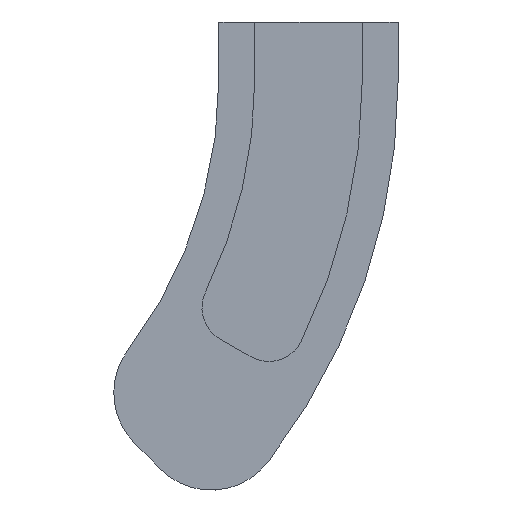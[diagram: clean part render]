
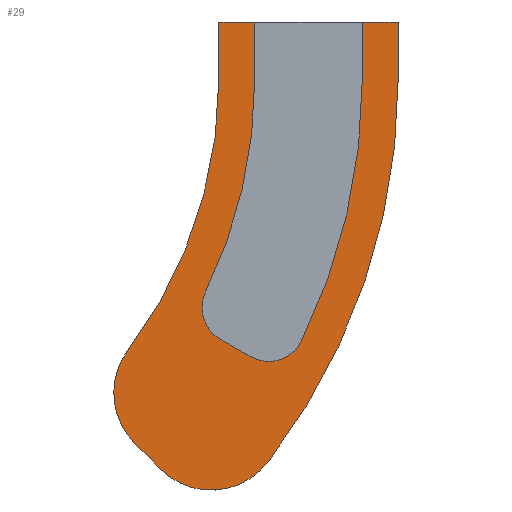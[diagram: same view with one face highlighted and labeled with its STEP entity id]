
A CAD part, front view. The second image highlights one B-rep face of the part: STEP entity #29.
In plain terms, the highlighted planar face has unit normal (0, -1, 0).
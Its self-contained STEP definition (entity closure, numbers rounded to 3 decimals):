
#1 = ORIENTED_EDGE ( 'NONE', *, *, #2, .T. ) ;
#2 = EDGE_CURVE ( 'NONE', #568, #596, #389, .T. ) ;
#3 = ORIENTED_EDGE ( 'NONE', *, *, #570, .T. ) ;
#4 = ORIENTED_EDGE ( 'NONE', *, *, #595, .F. ) ;
#7 = EDGE_CURVE ( 'NONE', #583, #10, #486, .T. ) ;
#10 = VERTEX_POINT ( 'NONE', #482 ) ;
#17 = EDGE_LOOP ( 'NONE', ( #18, #4, #3, #1, #40, #69, #38, #30, #66, #78, #53, #22, #31, #57, #47, #83 ) ) ;
#18 = ORIENTED_EDGE ( 'NONE', *, *, #19, .F. ) ;
#19 = EDGE_CURVE ( 'NONE', #555, #21, #647, .T. ) ;
#21 = VERTEX_POINT ( 'NONE', #628 ) ;
#22 = ORIENTED_EDGE ( 'NONE', *, *, #48, .T. ) ;
#23 = EDGE_CURVE ( 'NONE', #89, #560, #627, .T. ) ;
#24 = VERTEX_POINT ( 'NONE', #622 ) ;
#29 = ADVANCED_FACE ( 'NONE', ( #652 ), #771, .T. ) ;
#30 = ORIENTED_EDGE ( 'NONE', *, *, #7, .T. ) ;
#31 = ORIENTED_EDGE ( 'NONE', *, *, #41, .F. ) ;
#36 = VERTEX_POINT ( 'NONE', #669 ) ;
#37 = EDGE_CURVE ( 'NONE', #43, #54, #776, .T. ) ;
#38 = ORIENTED_EDGE ( 'NONE', *, *, #575, .F. ) ;
#40 = ORIENTED_EDGE ( 'NONE', *, *, #70, .T. ) ;
#41 = EDGE_CURVE ( 'NONE', #36, #62, #722, .T. ) ;
#42 = VERTEX_POINT ( 'NONE', #752 ) ;
#43 = VERTEX_POINT ( 'NONE', #701 ) ;
#47 = ORIENTED_EDGE ( 'NONE', *, *, #64, .F. ) ;
#48 = EDGE_CURVE ( 'NONE', #54, #62, #781, .T. ) ;
#49 = EDGE_CURVE ( 'NONE', #43, #24, #782, .T. ) ;
#53 = ORIENTED_EDGE ( 'NONE', *, *, #37, .T. ) ;
#54 = VERTEX_POINT ( 'NONE', #759 ) ;
#57 = ORIENTED_EDGE ( 'NONE', *, *, #58, .T. ) ;
#58 = EDGE_CURVE ( 'NONE', #36, #42, #683, .T. ) ;
#62 = VERTEX_POINT ( 'NONE', #707 ) ;
#64 = EDGE_CURVE ( 'NONE', #65, #42, #751, .T. ) ;
#65 = VERTEX_POINT ( 'NONE', #746 ) ;
#66 = ORIENTED_EDGE ( 'NONE', *, *, #77, .F. ) ;
#68 = EDGE_CURVE ( 'NONE', #65, #21, #661, .T. ) ;
#69 = ORIENTED_EDGE ( 'NONE', *, *, #23, .T. ) ;
#70 = EDGE_CURVE ( 'NONE', #596, #89, #657, .T. ) ;
#77 = EDGE_CURVE ( 'NONE', #24, #10, #678, .T. ) ;
#78 = ORIENTED_EDGE ( 'NONE', *, *, #49, .F. ) ;
#83 = ORIENTED_EDGE ( 'NONE', *, *, #68, .T. ) ;
#89 = VERTEX_POINT ( 'NONE', #732 ) ;
#387 = CARTESIAN_POINT ( 'NONE',  ( -17.154, 0., -53.704 ) ) ;
#388 = AXIS2_PLACEMENT_3D ( 'NONE', #387, #490, #489 ) ;
#389 = CIRCLE ( 'NONE', #388, 10. ) ;
#482 = CARTESIAN_POINT ( 'NONE',  ( 12.5, 0., -2. ) ) ;
#483 = DIRECTION ( 'NONE',  ( 0., 0., 1. ) ) ;
#484 = VECTOR ( 'NONE', #483, 1000. ) ;
#485 = CARTESIAN_POINT ( 'NONE',  ( 12.5, 0., -10. ) ) ;
#486 = LINE ( 'NONE', #485, #484 ) ;
#489 = DIRECTION ( 'NONE',  ( 0., 0., -1. ) ) ;
#490 = DIRECTION ( 'NONE',  ( 0., -1., 0. ) ) ;
#555 = VERTEX_POINT ( 'NONE', #1724 ) ;
#560 = VERTEX_POINT ( 'NONE', #1696 ) ;
#562 = VERTEX_POINT ( 'NONE', #1694 ) ;
#568 = VERTEX_POINT ( 'NONE', #1683 ) ;
#570 = EDGE_CURVE ( 'NONE', #562, #568, #1681, .T. ) ;
#575 = EDGE_CURVE ( 'NONE', #583, #560, #1651, .T. ) ;
#583 = VERTEX_POINT ( 'NONE', #1627 ) ;
#595 = EDGE_CURVE ( 'NONE', #562, #555, #1589, .T. ) ;
#596 = VERTEX_POINT ( 'NONE', #1584 ) ;
#622 = CARTESIAN_POINT ( 'NONE',  ( 7.5, 0., -2. ) ) ;
#623 = DIRECTION ( 'NONE',  ( 0., 0., -1. ) ) ;
#624 = DIRECTION ( 'NONE',  ( 0., -1., 0. ) ) ;
#625 = CARTESIAN_POINT ( 'NONE',  ( -13.586, 0., -57.272 ) ) ;
#626 = AXIS2_PLACEMENT_3D ( 'NONE', #625, #624, #623 ) ;
#627 = CIRCLE ( 'NONE', #626, 10. ) ;
#628 = CARTESIAN_POINT ( 'NONE',  ( -7.5, 0., -2. ) ) ;
#644 = DIRECTION ( 'NONE',  ( 1., 0., 0. ) ) ;
#645 = VECTOR ( 'NONE', #644, 1000. ) ;
#646 = CARTESIAN_POINT ( 'NONE',  ( -12.5, 0., -2. ) ) ;
#647 = LINE ( 'NONE', #646, #645 ) ;
#652 = FACE_OUTER_BOUND ( 'NONE', #17, .T. ) ;
#656 = CARTESIAN_POINT ( 'NONE',  ( -30.806, 0., -54.194 ) ) ;
#657 = LINE ( 'NONE', #656, #799 ) ;
#658 = DIRECTION ( 'NONE',  ( 0., 0., 1. ) ) ;
#659 = VECTOR ( 'NONE', #658, 1000. ) ;
#660 = CARTESIAN_POINT ( 'NONE',  ( -7.5, 0., -10. ) ) ;
#661 = LINE ( 'NONE', #660, #659 ) ;
#667 = CARTESIAN_POINT ( 'NONE',  ( -9.863, 0., -41.834 ) ) ;
#668 = AXIS2_PLACEMENT_3D ( 'NONE', #773, #772, #698 ) ;
#669 = CARTESIAN_POINT ( 'NONE',  ( -12.363, 0., -46.164 ) ) ;
#671 = VECTOR ( 'NONE', #745, 1000. ) ;
#672 = CARTESIAN_POINT ( 'NONE',  ( -12.5, 0., -2. ) ) ;
#678 = LINE ( 'NONE', #672, #671 ) ;
#680 = DIRECTION ( 'NONE',  ( 0., 0., -1. ) ) ;
#681 = DIRECTION ( 'NONE',  ( 0., 1., 0. ) ) ;
#682 = AXIS2_PLACEMENT_3D ( 'NONE', #667, #681, #680 ) ;
#683 = CIRCLE ( 'NONE', #682, 5. ) ;
#698 = DIRECTION ( 'NONE',  ( 0., 0., -1. ) ) ;
#701 = CARTESIAN_POINT ( 'NONE',  ( 7.5, 0., -10. ) ) ;
#707 = CARTESIAN_POINT ( 'NONE',  ( -8.023, 0., -48.669 ) ) ;
#722 = LINE ( 'NONE', #777, #754 ) ;
#723 = DIRECTION ( 'NONE',  ( 0., 0., 1. ) ) ;
#724 = DIRECTION ( 'NONE',  ( 0., 1., 0. ) ) ;
#732 = CARTESIAN_POINT ( 'NONE',  ( -20.657, 0., -64.343 ) ) ;
#745 = DIRECTION ( 'NONE',  ( 1., 0., 0. ) ) ;
#746 = CARTESIAN_POINT ( 'NONE',  ( -7.5, 0., -10. ) ) ;
#747 = DIRECTION ( 'NONE',  ( 0., 0., 1. ) ) ;
#748 = DIRECTION ( 'NONE',  ( 0., 1., 0. ) ) ;
#749 = CARTESIAN_POINT ( 'NONE',  ( -75., 0., -10. ) ) ;
#750 = AXIS2_PLACEMENT_3D ( 'NONE', #749, #748, #747 ) ;
#751 = CIRCLE ( 'NONE', #750, 67.5 ) ;
#752 = CARTESIAN_POINT ( 'NONE',  ( -14.355, 0., -39.638 ) ) ;
#753 = DIRECTION ( 'NONE',  ( 0.866, 0., -0.5 ) ) ;
#754 = VECTOR ( 'NONE', #753, 1000. ) ;
#759 = CARTESIAN_POINT ( 'NONE',  ( -1.04, 0., -46.555 ) ) ;
#764 = DIRECTION ( 'NONE',  ( 0., 0., 1. ) ) ;
#765 = VECTOR ( 'NONE', #764, 1000. ) ;
#766 = CARTESIAN_POINT ( 'NONE',  ( 7.5, 0., -10. ) ) ;
#767 = DIRECTION ( 'NONE',  ( 0., 0., -1. ) ) ;
#771 = PLANE ( 'NONE',  #668 ) ;
#772 = DIRECTION ( 'NONE',  ( 0., -1., 0. ) ) ;
#773 = CARTESIAN_POINT ( 'NONE',  ( -12.5, 0., -10. ) ) ;
#774 = CARTESIAN_POINT ( 'NONE',  ( -75., 0., -10. ) ) ;
#775 = AXIS2_PLACEMENT_3D ( 'NONE', #774, #724, #723 ) ;
#776 = CIRCLE ( 'NONE', #775, 82.5 ) ;
#777 = CARTESIAN_POINT ( 'NONE',  ( -16.543, 0., -43.75 ) ) ;
#778 = DIRECTION ( 'NONE',  ( 0., 1., 0. ) ) ;
#779 = CARTESIAN_POINT ( 'NONE',  ( -5.523, 0., -44.339 ) ) ;
#780 = AXIS2_PLACEMENT_3D ( 'NONE', #779, #778, #767 ) ;
#781 = CIRCLE ( 'NONE', #780, 5. ) ;
#782 = LINE ( 'NONE', #766, #765 ) ;
#798 = DIRECTION ( 'NONE',  ( 0.707, 0., -0.707 ) ) ;
#799 = VECTOR ( 'NONE', #798, 1000. ) ;
#1584 = CARTESIAN_POINT ( 'NONE',  ( -24.225, 0., -60.775 ) ) ;
#1586 = DIRECTION ( 'NONE',  ( 0., 0., 1. ) ) ;
#1587 = VECTOR ( 'NONE', #1586, 1000. ) ;
#1588 = CARTESIAN_POINT ( 'NONE',  ( -12.5, 0., -10. ) ) ;
#1589 = LINE ( 'NONE', #1588, #1587 ) ;
#1627 = CARTESIAN_POINT ( 'NONE',  ( 12.5, 0., -10. ) ) ;
#1647 = DIRECTION ( 'NONE',  ( 0., 0., 1. ) ) ;
#1648 = DIRECTION ( 'NONE',  ( 0., 1., 0. ) ) ;
#1649 = CARTESIAN_POINT ( 'NONE',  ( -75., 0., -10. ) ) ;
#1650 = AXIS2_PLACEMENT_3D ( 'NONE', #1649, #1648, #1647 ) ;
#1651 = CIRCLE ( 'NONE', #1650, 87.5 ) ;
#1677 = DIRECTION ( 'NONE',  ( 0., 0., 1. ) ) ;
#1678 = DIRECTION ( 'NONE',  ( 0., 1., 0. ) ) ;
#1679 = CARTESIAN_POINT ( 'NONE',  ( -75., 0., -10. ) ) ;
#1680 = AXIS2_PLACEMENT_3D ( 'NONE', #1679, #1678, #1677 ) ;
#1681 = CIRCLE ( 'NONE', #1680, 62.5 ) ;
#1683 = CARTESIAN_POINT ( 'NONE',  ( -25.132, 0., -47.676 ) ) ;
#1694 = CARTESIAN_POINT ( 'NONE',  ( -12.5, 0., -10. ) ) ;
#1696 = CARTESIAN_POINT ( 'NONE',  ( -5.662, 0., -63.371 ) ) ;
#1724 = CARTESIAN_POINT ( 'NONE',  ( -12.5, 0., -2. ) ) ;
